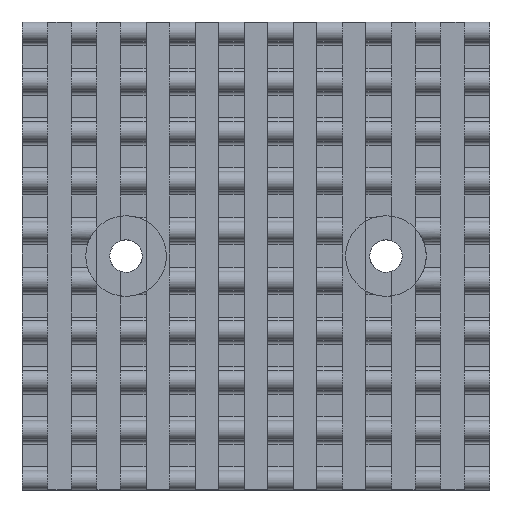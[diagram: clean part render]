
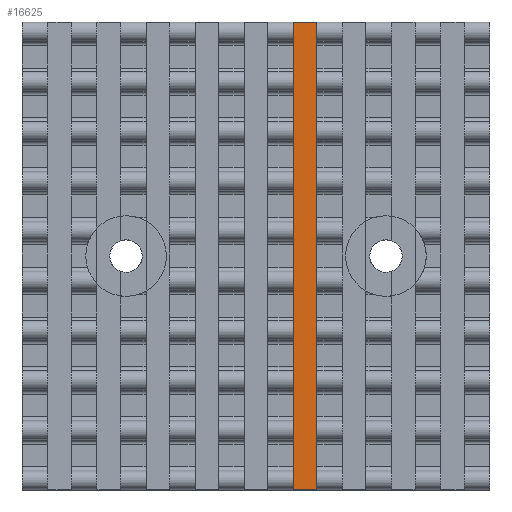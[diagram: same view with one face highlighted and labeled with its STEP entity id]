
A CAD part, top view. The second image highlights one B-rep face of the part: STEP entity #16625.
In plain terms, the highlighted planar face has unit normal (0, 0, 1).
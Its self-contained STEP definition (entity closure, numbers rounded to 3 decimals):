
#252 = PLANE('',#253);
#253 = AXIS2_PLACEMENT_3D('',#254,#255,#256);
#254 = CARTESIAN_POINT('',(-18.,-18.,11.55));
#255 = DIRECTION('',(0.,1.,0.));
#256 = DIRECTION('',(0.,0.,-1.));
#308 = PLANE('',#309);
#309 = AXIS2_PLACEMENT_3D('',#310,#311,#312);
#310 = CARTESIAN_POINT('',(-18.,18.,11.55));
#311 = DIRECTION('',(0.,1.,0.));
#312 = DIRECTION('',(0.,0.,-1.));
#3858 = VERTEX_POINT('',#3859);
#3859 = CARTESIAN_POINT('',(2.88,-18.,3.3));
#3873 = PLANE('',#3874);
#3874 = AXIS2_PLACEMENT_3D('',#3875,#3876,#3877);
#3875 = CARTESIAN_POINT('',(2.88,-18.,3.3));
#3876 = DIRECTION('',(1.,0.,0.));
#3877 = DIRECTION('',(0.,0.,1.));
#3885 = EDGE_CURVE('',#3886,#3858,#3888,.T.);
#3886 = VERTEX_POINT('',#3887);
#3887 = CARTESIAN_POINT('',(4.68,-18.,3.3));
#3888 = SURFACE_CURVE('',#3889,(#3893,#3900),.PCURVE_S1.);
#3889 = LINE('',#3890,#3891);
#3890 = CARTESIAN_POINT('',(4.68,-18.,3.3));
#3891 = VECTOR('',#3892,1.);
#3892 = DIRECTION('',(-1.,0.,0.));
#3893 = PCURVE('',#252,#3894);
#3894 = DEFINITIONAL_REPRESENTATION('',(#3895),#3899);
#3895 = LINE('',#3896,#3897);
#3896 = CARTESIAN_POINT('',(8.25,-22.68));
#3897 = VECTOR('',#3898,1.);
#3898 = DIRECTION('',(0.,1.));
#3899 = ( GEOMETRIC_REPRESENTATION_CONTEXT(2) 
PARAMETRIC_REPRESENTATION_CONTEXT() REPRESENTATION_CONTEXT('2D SPACE',''
  ) );
#3900 = PCURVE('',#3901,#3906);
#3901 = PLANE('',#3902);
#3902 = AXIS2_PLACEMENT_3D('',#3903,#3904,#3905);
#3903 = CARTESIAN_POINT('',(4.68,-18.,3.3));
#3904 = DIRECTION('',(0.,0.,1.));
#3905 = DIRECTION('',(-1.,0.,0.));
#3906 = DEFINITIONAL_REPRESENTATION('',(#3907),#3911);
#3907 = LINE('',#3908,#3909);
#3908 = CARTESIAN_POINT('',(0.,0.));
#3909 = VECTOR('',#3910,1.);
#3910 = DIRECTION('',(1.,0.));
#3911 = ( GEOMETRIC_REPRESENTATION_CONTEXT(2) 
PARAMETRIC_REPRESENTATION_CONTEXT() REPRESENTATION_CONTEXT('2D SPACE',''
  ) );
#3929 = PLANE('',#3930);
#3930 = AXIS2_PLACEMENT_3D('',#3931,#3932,#3933);
#3931 = CARTESIAN_POINT('',(4.68,-18.,13.55));
#3932 = DIRECTION('',(-1.,-0.,-0.));
#3933 = DIRECTION('',(0.,0.,-1.));
#6200 = VERTEX_POINT('',#6201);
#6201 = CARTESIAN_POINT('',(2.88,18.,3.3));
#6222 = EDGE_CURVE('',#6200,#6223,#6225,.T.);
#6223 = VERTEX_POINT('',#6224);
#6224 = CARTESIAN_POINT('',(4.68,18.,3.3));
#6225 = SURFACE_CURVE('',#6226,(#6230,#6237),.PCURVE_S1.);
#6226 = LINE('',#6227,#6228);
#6227 = CARTESIAN_POINT('',(-6.66,18.,3.3));
#6228 = VECTOR('',#6229,1.);
#6229 = DIRECTION('',(1.,0.,0.));
#6230 = PCURVE('',#308,#6231);
#6231 = DEFINITIONAL_REPRESENTATION('',(#6232),#6236);
#6232 = LINE('',#6233,#6234);
#6233 = CARTESIAN_POINT('',(8.25,-11.34));
#6234 = VECTOR('',#6235,1.);
#6235 = DIRECTION('',(0.,-1.));
#6236 = ( GEOMETRIC_REPRESENTATION_CONTEXT(2) 
PARAMETRIC_REPRESENTATION_CONTEXT() REPRESENTATION_CONTEXT('2D SPACE',''
  ) );
#6237 = PCURVE('',#3901,#6238);
#6238 = DEFINITIONAL_REPRESENTATION('',(#6239),#6243);
#6239 = LINE('',#6240,#6241);
#6240 = CARTESIAN_POINT('',(11.34,-36.));
#6241 = VECTOR('',#6242,1.);
#6242 = DIRECTION('',(-1.,0.));
#6243 = ( GEOMETRIC_REPRESENTATION_CONTEXT(2) 
PARAMETRIC_REPRESENTATION_CONTEXT() REPRESENTATION_CONTEXT('2D SPACE',''
  ) );
#16605 = EDGE_CURVE('',#3886,#6223,#16606,.T.);
#16606 = SURFACE_CURVE('',#16607,(#16611,#16618),.PCURVE_S1.);
#16607 = LINE('',#16608,#16609);
#16608 = CARTESIAN_POINT('',(4.68,-18.,3.3));
#16609 = VECTOR('',#16610,1.);
#16610 = DIRECTION('',(0.,1.,0.));
#16611 = PCURVE('',#3929,#16612);
#16612 = DEFINITIONAL_REPRESENTATION('',(#16613),#16617);
#16613 = LINE('',#16614,#16615);
#16614 = CARTESIAN_POINT('',(10.25,0.));
#16615 = VECTOR('',#16616,1.);
#16616 = DIRECTION('',(0.,-1.));
#16617 = ( GEOMETRIC_REPRESENTATION_CONTEXT(2) 
PARAMETRIC_REPRESENTATION_CONTEXT() REPRESENTATION_CONTEXT('2D SPACE',''
  ) );
#16618 = PCURVE('',#3901,#16619);
#16619 = DEFINITIONAL_REPRESENTATION('',(#16620),#16624);
#16620 = LINE('',#16621,#16622);
#16621 = CARTESIAN_POINT('',(-0.,-0.));
#16622 = VECTOR('',#16623,1.);
#16623 = DIRECTION('',(0.,-1.));
#16624 = ( GEOMETRIC_REPRESENTATION_CONTEXT(2) 
PARAMETRIC_REPRESENTATION_CONTEXT() REPRESENTATION_CONTEXT('2D SPACE',''
  ) );
#16625 = ADVANCED_FACE('',(#16626),#3901,.T.);
#16626 = FACE_BOUND('',#16627,.T.);
#16627 = EDGE_LOOP('',(#16628,#16629,#16630,#16631));
#16628 = ORIENTED_EDGE('',*,*,#3885,.F.);
#16629 = ORIENTED_EDGE('',*,*,#16605,.T.);
#16630 = ORIENTED_EDGE('',*,*,#6222,.F.);
#16631 = ORIENTED_EDGE('',*,*,#16632,.F.);
#16632 = EDGE_CURVE('',#3858,#6200,#16633,.T.);
#16633 = SURFACE_CURVE('',#16634,(#16638,#16645),.PCURVE_S1.);
#16634 = LINE('',#16635,#16636);
#16635 = CARTESIAN_POINT('',(2.88,-18.,3.3));
#16636 = VECTOR('',#16637,1.);
#16637 = DIRECTION('',(0.,1.,0.));
#16638 = PCURVE('',#3901,#16639);
#16639 = DEFINITIONAL_REPRESENTATION('',(#16640),#16644);
#16640 = LINE('',#16641,#16642);
#16641 = CARTESIAN_POINT('',(1.8,0.));
#16642 = VECTOR('',#16643,1.);
#16643 = DIRECTION('',(0.,-1.));
#16644 = ( GEOMETRIC_REPRESENTATION_CONTEXT(2) 
PARAMETRIC_REPRESENTATION_CONTEXT() REPRESENTATION_CONTEXT('2D SPACE',''
  ) );
#16645 = PCURVE('',#3873,#16646);
#16646 = DEFINITIONAL_REPRESENTATION('',(#16647),#16651);
#16647 = LINE('',#16648,#16649);
#16648 = CARTESIAN_POINT('',(0.,-0.));
#16649 = VECTOR('',#16650,1.);
#16650 = DIRECTION('',(0.,-1.));
#16651 = ( GEOMETRIC_REPRESENTATION_CONTEXT(2) 
PARAMETRIC_REPRESENTATION_CONTEXT() REPRESENTATION_CONTEXT('2D SPACE',''
  ) );
